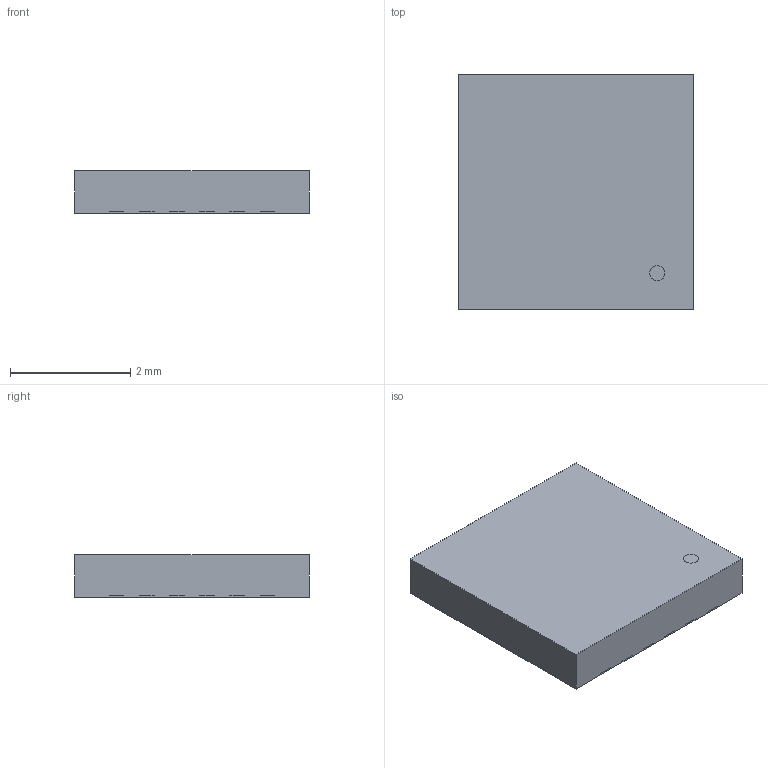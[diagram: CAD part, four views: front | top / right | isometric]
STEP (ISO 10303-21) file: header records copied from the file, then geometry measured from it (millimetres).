
FILE_DESCRIPTION(/* description */ ('STEP AP242','CAx-IF Rec.Pracs.---Representation and Presentation of Product Manufacturing Information (PMI)---4.0---2014-10-13','CAx-IF Rec.Pracs.---3D Tessellated Geometry---0.4---2014-09-14','2;1'),/* implementation_level */ '2;1');
FILE_NAME(/* name */ '6876d84038acdb4d2a62e82f',/* time_stamp */ '2025-07-15T22:37:52Z',/* author */ (''),/* organization */ (''),/* preprocessor_version */ 'ST-DEVELOPER v20',/* originating_system */ 'ONSHAPE BY PTC INC, 1.200',/* authorisation */ ' ');
FILE_SCHEMA (('AP242_MANAGED_MODEL_BASED_3D_ENGINEERING_MIM_LF { 1 0 10303 442 1 1 4 }'));
Length unit declared in the file: metre
Products named in the file (28): Chip; Pin 1; Pin 17; Pin 15; Pin 24; Pin 9; Pin 13; Pin 18; Pin 5; Pin 12; Pin 23; Pin 16; Pin 6; Pin 20; Pin 8; Pin 21; Exposed Pad; Housing; Pin 3; Pin 11; Dot; Pin 7; Pin 2; Pin 4; Pin 22; Pin 19; Pin 10; Pin 14
Assembly tree (27 placements, depth 2):
  Chip
    Pin 1
    Pin 17
    Pin 15
    Pin 24
    Pin 9
    Pin 13
    Pin 18
    Pin 5
    Pin 12
    Pin 23
    Pin 16
    Pin 6
    Pin 20
    Pin 8
    Pin 21
    Exposed Pad
    Housing
    Pin 3
    Pin 11
    Dot
    Pin 7
    Pin 2
    Pin 4
    Pin 22
    Pin 19
    Pin 10
    Pin 14
Bounding box: 3.9 x 3.9 x 0.7 mm (x, y, z)
Volume: 10.6 mm3; surface area: 61.9 mm2
Topology: 27 solids, 27 shells, 264 faces, 624 edges, 416 vertices
Faces by surface type: plane 214, cylinder 50
Full cylindrical faces by diameter (mm): 0.25 x2
Entity records: 8237 total; most frequent: CARTESIAN_POINT 1330, DIRECTION 1306, ORIENTED_EDGE 1244, EDGE_CURVE 622, LINE 522, VECTOR 522, VERTEX_POINT 416, AXIS2_PLACEMENT_3D 392
